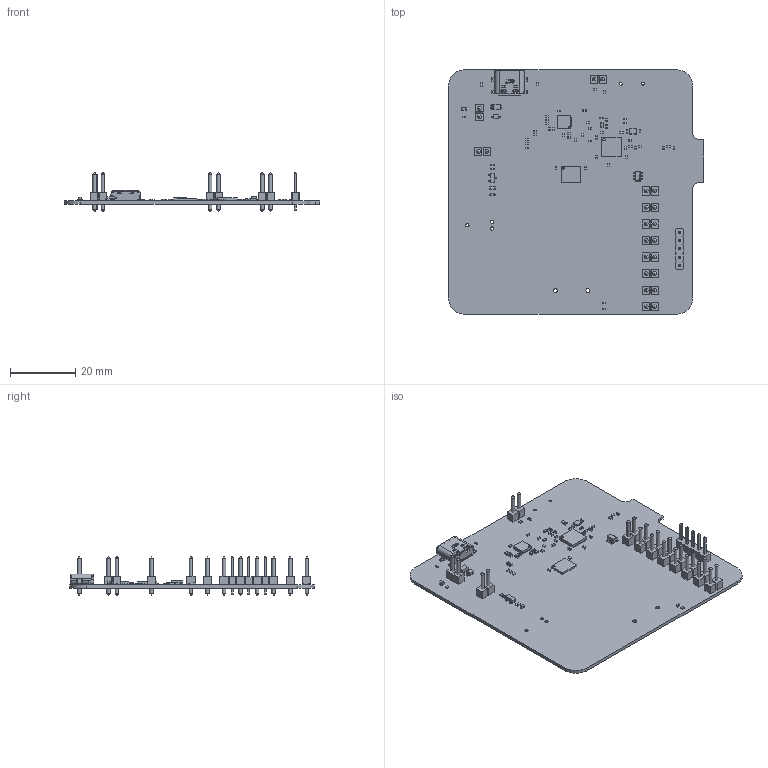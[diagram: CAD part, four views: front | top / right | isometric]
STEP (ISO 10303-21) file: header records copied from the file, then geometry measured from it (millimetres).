
FILE_DESCRIPTION(('KiCad electronic assembly'),'2;1');
FILE_NAME('GeckoDevelopmentBoard.step','2024-06-25T21:43:05',('Pcbnew'), ('Kicad'),'Open CASCADE STEP processor 7.8','KiCad to STEP converter', 'Unknown');
FILE_SCHEMA(('AUTOMOTIVE_DESIGN { 1 0 10303 214 1 1 1 1 }'));
Length unit declared in the file: millimetre
Products named in the file (38): GeckoDevelopmentBoard 1; MBR130LSFT1G; ASSEMBLY; R_0603_1608Metric; C_0402_1005Metric; ECS-320-8-37-CKM-TR3; SOT-23; SOT_23; LED_0603_1608Metric; PinHeader_1x05_P2.54mm_Vertical; PinHeader_1x05_P254mm_Vertical; 61300211121; R_0402_1005Metric; L_0603_1608Metric; AT25SF128A-MHB-T; nRF52840-QFAA-F-R7; BAT54XV2T1G; USB4110-GF-A; L_0402_1005Metric; AP2502KTR-G1; NPM1100-QDAA-R7; DESD5V0S1BA-7; GeckoDevelopmentBoard_PCB
Assembly tree (96 placements, depth 3):
  GeckoDevelopmentBoard 1
    MBR130LSFT1G
      ASSEMBLY
    R_0603_1608Metric
      R_0603_1608Metric
    C_0402_1005Metric  x30
      C_0402_1005Metric
    ECS-320-8-37-CKM-TR3
      ASSEMBLY
    SOT-23
      SOT_23
    LED_0603_1608Metric
      LED_0603_1608Metric
    PinHeader_1x05_P2.54mm_Vertical
      PinHeader_1x05_P254mm_Vertical
    61300211121  x11
      ASSEMBLY
    R_0402_1005Metric  x17
      R_0402_1005Metric
    L_0603_1608Metric
      L_0603_1608Metric
    AT25SF128A-MHB-T
      ASSEMBLY
    nRF52840-QFAA-F-R7
      ASSEMBLY
    BAT54XV2T1G
      ASSEMBLY
    USB4110-GF-A
      USB4110-GF-A
    L_0402_1005Metric  x5
      L_0402_1005Metric
    AP2502KTR-G1
      ASSEMBLY
    NPM1100-QDAA-R7
      ASSEMBLY
    DESD5V0S1BA-7
      ASSEMBLY
    GeckoDevelopmentBoard_PCB
Bounding box: 78.3 x 75 x 11.69 mm (x, y, z)
Volume: 6762.4 mm3; surface area: 14599.5 mm2
Topology: 201 solids, 201 shells, 3650 faces, 9036 edges, 5853 vertices
Faces by surface type: plane 2597, cylinder 949, cone 71, bspline 33
Full cylindrical faces by diameter (mm): 0.2 x1, 0.5 x1, 0.625 x1, 0.65 x2, 0.75 x1, 0.9 x2, 0.991 x3, 1 x5, 1.1 x22, 1.25 x2, 1.3 x22
Entity records: 69948 total; most frequent: CARTESIAN_POINT 11896, ORIENTED_EDGE 10144, DIRECTION 9704, EDGE_CURVE 5072, LINE 3952, VECTOR 3952, VERTEX_POINT 3285, AXIS2_PLACEMENT_3D 2876
